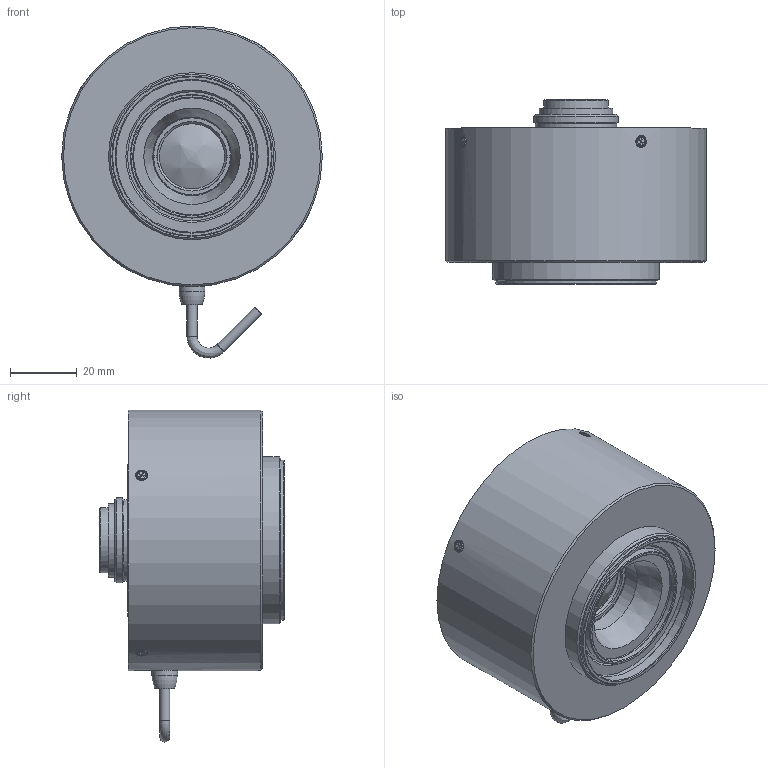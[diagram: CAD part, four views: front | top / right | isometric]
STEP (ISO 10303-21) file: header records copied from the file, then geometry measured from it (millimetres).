
FILE_DESCRIPTION (( 'STEP AP203' ), '1' );
FILE_NAME ('600118.STEP', '2025-02-08T07:08:33', ( 'Windows User' ), ( 'P R C' ), 'SwSTEP 2.0', 'SolidWorks 2020', '' );
FILE_SCHEMA (( 'CONFIG_CONTROL_DESIGN' ));
Length unit declared in the file: millimetre
Products named in the file (1): 600118
Bounding box: 78 x 55.22 x 99.38 mm (x, y, z)
Volume: 194714.1 mm3; surface area: 24115.6 mm2
Topology: 1 solids, 14 shells, 413 faces, 1006 edges, 663 vertices
Faces by surface type: plane 284, cylinder 79, cone 37, bspline 12, torus 1
Full cylindrical faces by diameter (mm): 1.7 x3, 1.8 x3, 2 x9, 2.2 x9, 3 x14, 3.5 x3, 3.6 x5, 4 x4, 7.699 x1, 17.25 x1, 19.4 x1, 19.5 x1, 20.8 x1, 22 x1, 23.7 x1, 24.4 x1, 25.4 x1, 35 x1, 35.5 x1, 37 x1, 45.5 x1, 46 x3, 48 x1, 50 x1, 78 x1
Entity records: 12006 total; most frequent: CARTESIAN_POINT 2852, DIRECTION 1805, ORIENTED_EDGE 1706, EDGE_CURVE 853, LINE 633, VECTOR 633, VERTEX_POINT 620, EDGE_LOOP 593
